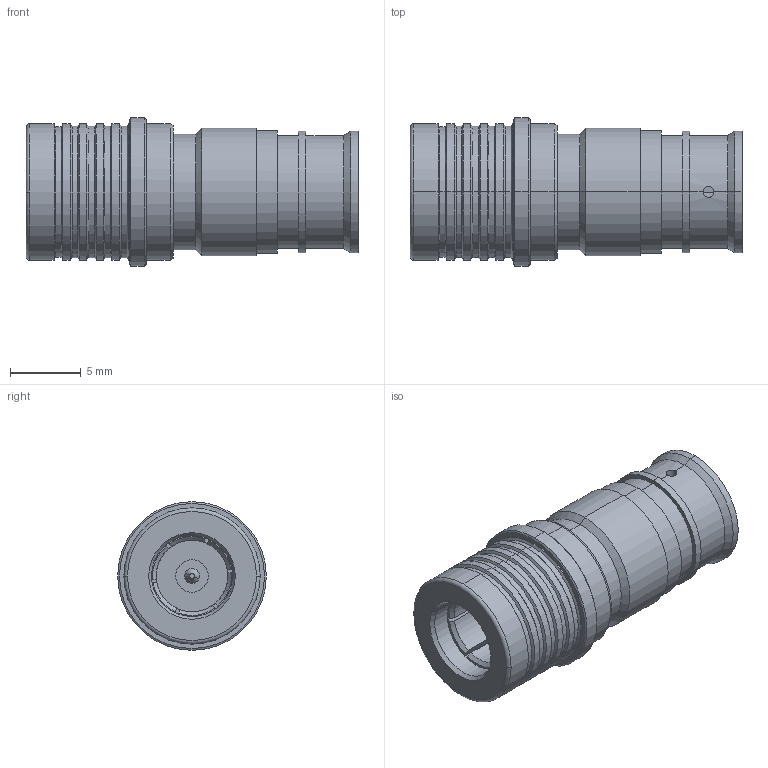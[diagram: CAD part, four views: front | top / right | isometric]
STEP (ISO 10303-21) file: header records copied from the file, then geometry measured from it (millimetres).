
FILE_DESCRIPTION (( 'STEP AP214' ), '1' );
FILE_NAME ('FMCN1722.step', '2021-01-28T21:31:57', ( '' ), ( '' ), 'SwSTEP 2.0', 'SolidWorks 2018', '' );
FILE_SCHEMA (( 'AUTOMOTIVE_DESIGN' ));
Length unit declared in the file: inch
Products named in the file (1): FMCN1722
Bounding box: 23.45 x 10.5 x 10.5 mm (x, y, z)
Volume: 958.9 mm3; surface area: 1589.4 mm2
Topology: 1 solids, 1 shells, 161 faces, 392 edges, 235 vertices
Faces by surface type: cylinder 64, cone 53, plane 42, torus 2
Entity records: 4843 total; most frequent: CARTESIAN_POINT 939, DIRECTION 861, ORIENTED_EDGE 784, EDGE_CURVE 392, AXIS2_PLACEMENT_3D 341, VERTEX_POINT 235, LINE 179, VECTOR 179
